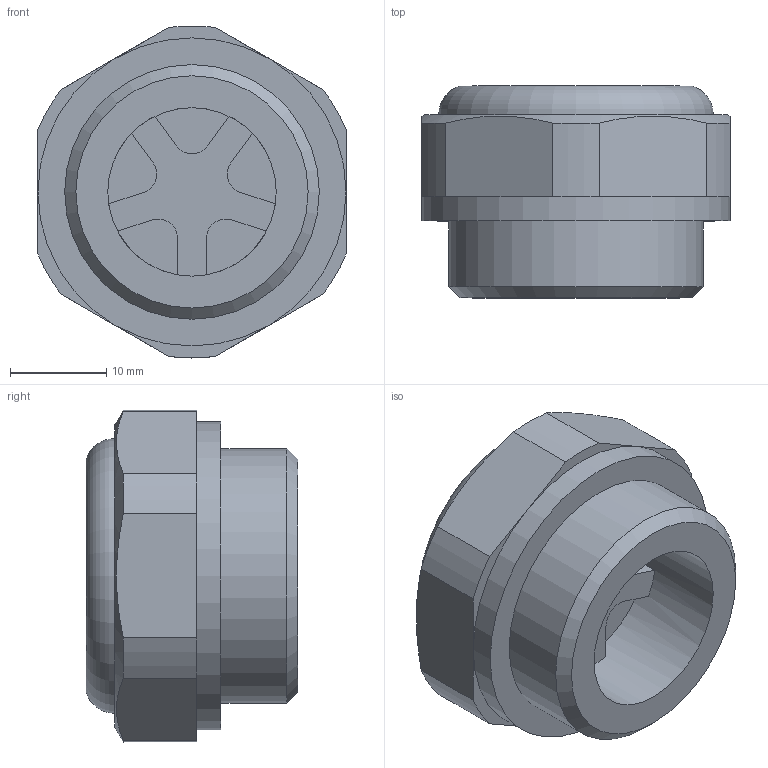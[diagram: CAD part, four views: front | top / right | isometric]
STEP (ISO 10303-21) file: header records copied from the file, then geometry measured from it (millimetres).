
FILE_DESCRIPTION( ( 'STEP AP214' ), '1' );
FILE_NAME( 'K0246.34034.stp', '2020-11-26T14:38:08', ( '' ), ( '' ), ' ', 'PARTsolutions', ' ' );
FILE_SCHEMA( ( 'AUTOMOTIVE_DESIGN { 1 0 10303 214 1 1 1 1 }' ) );
Length unit declared in the file: millimetre
Products named in the file (1): _K0246.34034
Bounding box: 32 x 22 x 34.48 mm (x, y, z)
Volume: 11941.3 mm3; surface area: 4438 mm2
Topology: 1 solids, 1 shells, 53 faces, 132 edges, 85 vertices
Faces by surface type: plane 33, cylinder 15, cone 3, torus 2
Full cylindrical faces by diameter (mm): 17 x1, 17.5 x1, 26.441 x1, 32 x1
Entity records: 2002 total; most frequent: CARTESIAN_POINT 315, DIRECTION 272, ORIENTED_EDGE 240, EDGE_CURVE 120, AXIS2_PLACEMENT_3D 104, VERTEX_POINT 83, EDGE_LOOP 66, LINE 64
